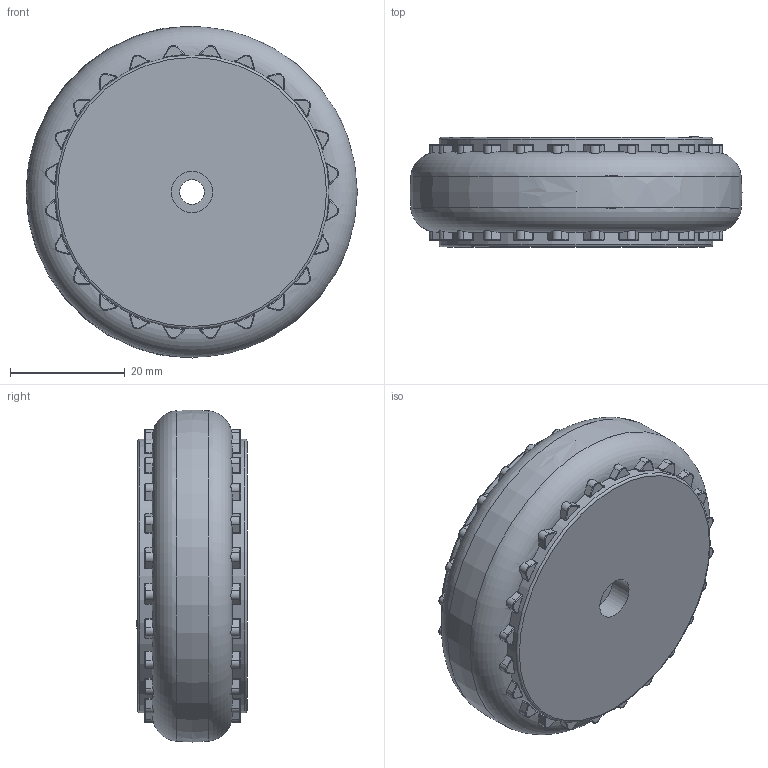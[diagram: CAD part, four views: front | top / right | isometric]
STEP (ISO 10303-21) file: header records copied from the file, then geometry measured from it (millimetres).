
FILE_DESCRIPTION(/* description */ (''),/* implementation_level */ '2;1');
FILE_NAME(/* name */ 'Hub.step',/* time_stamp */ '2024-05-29T20:23:57-04:00',/* author */ (''),/* organization */ (''),/* preprocessor_version */ 'ST-DEVELOPER v20',/* originating_system */ 'Autodesk Translation Framework v13.14.0.145',/* authorisation */ '');
FILE_SCHEMA (('AUTOMOTIVE_DESIGN { 1 0 10303 214 3 1 1 }'));
Length unit declared in the file: millimetre
Products named in the file (2): 2.75 inch Traction Wheel NEW HUB; Small Wheel Hub
Assembly tree (1 placements, depth 2):
  2.75 inch Traction Wheel NEW HUB
    Small Wheel Hub
Bounding box: 57.78 x 19.18 x 57.78 mm (x, y, z)
Volume: 38466.5 mm3; surface area: 8925.1 mm2
Topology: 1 solids, 1 shells, 650 faces, 1500 edges, 904 vertices
Faces by surface type: cylinder 292, plane 158, torus 100, bspline 96, cone 3, sphere 1
Full cylindrical faces by diameter (mm): 4.3 x1, 7.2 x1, 47.625 x2
Entity records: 23996 total; most frequent: CARTESIAN_POINT 9507, DIRECTION 3114, ORIENTED_EDGE 2996, EDGE_CURVE 1498, AXIS2_PLACEMENT_3D 1303, VERTEX_POINT 904, CIRCLE 746, EDGE_LOOP 706
